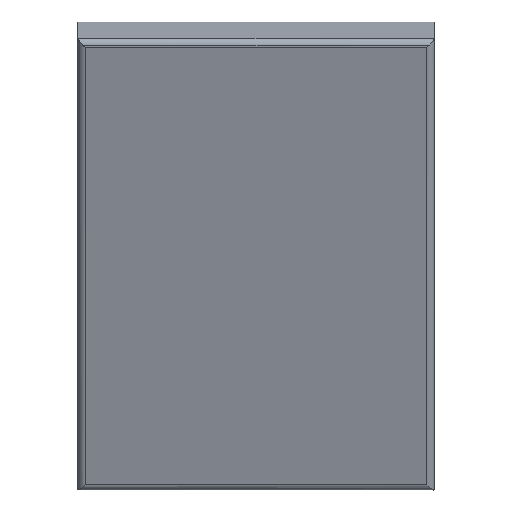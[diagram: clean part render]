
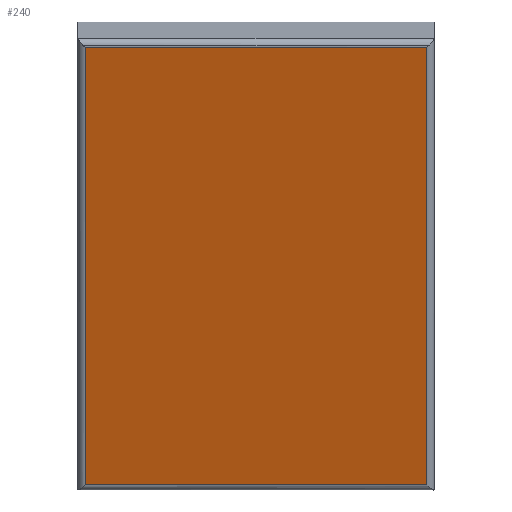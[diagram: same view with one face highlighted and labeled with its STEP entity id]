
A CAD part, top view. The second image highlights one B-rep face of the part: STEP entity #240.
In plain terms, the highlighted planar face has unit normal (0, -0.314, 0.95).
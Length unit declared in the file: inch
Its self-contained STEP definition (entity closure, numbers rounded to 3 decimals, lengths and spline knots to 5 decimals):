
#49 = EDGE_CURVE ( 'NONE', #498, #645, #352, .T. ) ;
#52 = VERTEX_POINT ( 'NONE', #59 ) ;
#58 = LINE ( 'NONE', #301, #393 ) ;
#59 = CARTESIAN_POINT ( 'NONE',  ( 15.46956, 12.6977, -5.6051 ) ) ;
#82 = CARTESIAN_POINT ( 'NONE',  ( 0., 2.91798, -8.83508 ) ) ;
#87 = LINE ( 'NONE', #333, #405 ) ;
#234 = CARTESIAN_POINT ( 'NONE',  ( 21.21956, 12.6977, -5.6051 ) ) ;
#240 = ADVANCED_FACE ( 'NONE', ( #761 ), #708, .T. ) ;
#246 = DIRECTION ( 'NONE',  ( 0., 0.95, 0.314 ) ) ;
#251 = EDGE_CURVE ( 'NONE', #52, #353, #87, .T. ) ;
#272 = ORIENTED_EDGE ( 'NONE', *, *, #465, .F. ) ;
#301 = CARTESIAN_POINT ( 'NONE',  ( 21.21956, 2.91798, -8.83508 ) ) ;
#333 = CARTESIAN_POINT ( 'NONE',  ( 0., 12.6977, -5.6051 ) ) ;
#352 = LINE ( 'NONE', #399, #380 ) ;
#353 = VERTEX_POINT ( 'NONE', #234 ) ;
#371 = LINE ( 'NONE', #741, #744 ) ;
#380 = VECTOR ( 'NONE', #462, 39.37008 ) ;
#393 = VECTOR ( 'NONE', #551, 39.37008 ) ;
#398 = DIRECTION ( 'NONE',  ( 0., -0.314, 0.95 ) ) ;
#399 = CARTESIAN_POINT ( 'NONE',  ( 0., 5.33868, -8.03559 ) ) ;
#405 = VECTOR ( 'NONE', #511, 39.37008 ) ;
#410 = EDGE_CURVE ( 'NONE', #353, #498, #58, .T. ) ;
#425 = EDGE_LOOP ( 'NONE', ( #508, #650, #272, #765 ) ) ;
#451 = DIRECTION ( 'NONE',  ( 0., -0.95, -0.314 ) ) ;
#462 = DIRECTION ( 'NONE',  ( -1., 0., 0. ) ) ;
#465 = EDGE_CURVE ( 'NONE', #645, #52, #371, .T. ) ;
#498 = VERTEX_POINT ( 'NONE', #559 ) ;
#508 = ORIENTED_EDGE ( 'NONE', *, *, #410, .F. ) ;
#511 = DIRECTION ( 'NONE',  ( 1., 0., 0. ) ) ;
#530 = CARTESIAN_POINT ( 'NONE',  ( 15.46956, 5.33868, -8.03559 ) ) ;
#551 = DIRECTION ( 'NONE',  ( 0., -0.95, -0.314 ) ) ;
#559 = CARTESIAN_POINT ( 'NONE',  ( 21.21956, 5.33868, -8.03559 ) ) ;
#645 = VERTEX_POINT ( 'NONE', #530 ) ;
#650 = ORIENTED_EDGE ( 'NONE', *, *, #251, .F. ) ;
#708 = PLANE ( 'NONE',  #758 ) ;
#741 = CARTESIAN_POINT ( 'NONE',  ( 15.46956, 2.91798, -8.83508 ) ) ;
#744 = VECTOR ( 'NONE', #246, 39.37008 ) ;
#758 = AXIS2_PLACEMENT_3D ( 'NONE', #82, #398, #451 ) ;
#761 = FACE_OUTER_BOUND ( 'NONE', #425, .T. ) ;
#765 = ORIENTED_EDGE ( 'NONE', *, *, #49, .F. ) ;
